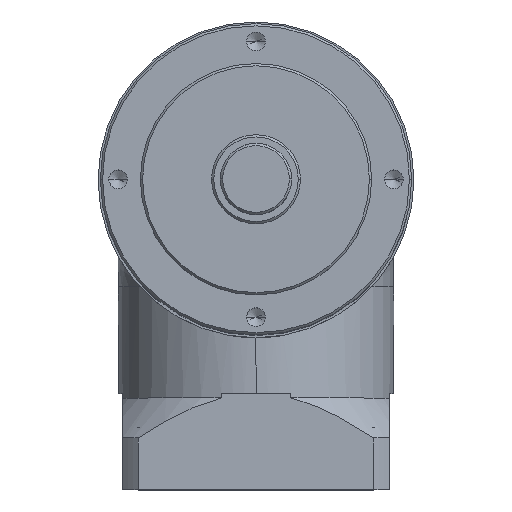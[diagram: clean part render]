
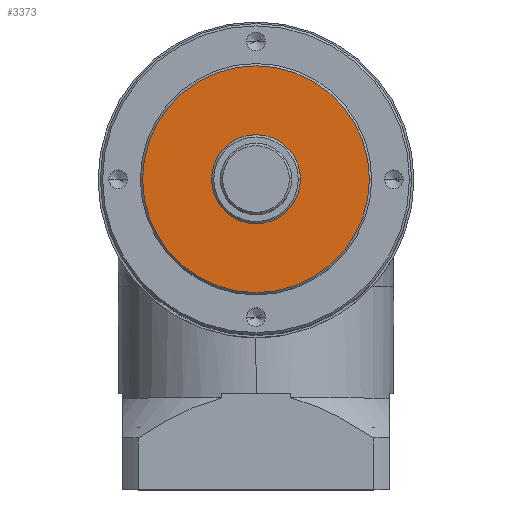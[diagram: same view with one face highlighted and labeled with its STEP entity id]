
A CAD part, top view. The second image highlights one B-rep face of the part: STEP entity #3373.
In plain terms, the highlighted planar face has unit normal (0, 0, 1).
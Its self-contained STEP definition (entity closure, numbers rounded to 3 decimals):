
#10 = AXIS2_PLACEMENT_3D ( 'NONE', #577, #542, #267 ) ;
#162 = VERTEX_POINT ( 'NONE', #3125 ) ;
#231 = ORIENTED_EDGE ( 'NONE', *, *, #1690, .T. ) ;
#252 = CARTESIAN_POINT ( 'NONE',  ( 0., 0., 85.8 ) ) ;
#267 = DIRECTION ( 'NONE',  ( 1., 0., 0. ) ) ;
#354 = AXIS2_PLACEMENT_3D ( 'NONE', #252, #2864, #2358 ) ;
#364 = AXIS2_PLACEMENT_3D ( 'NONE', #575, #560, #545 ) ;
#369 = DIRECTION ( 'NONE',  ( 0., 0., 1. ) ) ;
#398 = EDGE_LOOP ( 'NONE', ( #579, #546 ) ) ;
#440 = CIRCLE ( 'NONE', #364, 25.5 ) ;
#519 = EDGE_LOOP ( 'NONE', ( #231, #1389 ) ) ;
#542 = DIRECTION ( 'NONE',  ( 0., 0., 1. ) ) ;
#545 = DIRECTION ( 'NONE',  ( 1., 0., 0. ) ) ;
#546 = ORIENTED_EDGE ( 'NONE', *, *, #2418, .F. ) ;
#560 = DIRECTION ( 'NONE',  ( 0., 0., 1. ) ) ;
#575 = CARTESIAN_POINT ( 'NONE',  ( 0., 0., 85.8 ) ) ;
#577 = CARTESIAN_POINT ( 'NONE',  ( 0., 0., 85.8 ) ) ;
#579 = ORIENTED_EDGE ( 'NONE', *, *, #2672, .F. ) ;
#654 = CARTESIAN_POINT ( 'NONE',  ( 0., 0., 85.8 ) ) ;
#732 = VERTEX_POINT ( 'NONE', #2401 ) ;
#824 = FACE_BOUND ( 'NONE', #398, .T. ) ;
#839 = CARTESIAN_POINT ( 'NONE',  ( -10., 0., 85.8 ) ) ;
#926 = CIRCLE ( 'NONE', #10, 25.5 ) ;
#1270 = EDGE_CURVE ( 'NONE', #732, #162, #440, .T. ) ;
#1389 = ORIENTED_EDGE ( 'NONE', *, *, #1270, .T. ) ;
#1427 = CIRCLE ( 'NONE', #1899, 10. ) ;
#1486 = VERTEX_POINT ( 'NONE', #839 ) ;
#1690 = EDGE_CURVE ( 'NONE', #162, #732, #926, .T. ) ;
#1899 = AXIS2_PLACEMENT_3D ( 'NONE', #1918, #1944, #2117 ) ;
#1918 = CARTESIAN_POINT ( 'NONE',  ( 0., 0., 85.8 ) ) ;
#1944 = DIRECTION ( 'NONE',  ( 0., 0., 1. ) ) ;
#2117 = DIRECTION ( 'NONE',  ( 1., 0., 0. ) ) ;
#2299 = AXIS2_PLACEMENT_3D ( 'NONE', #654, #369, #2969 ) ;
#2358 = DIRECTION ( 'NONE',  ( 1., 0., 0. ) ) ;
#2401 = CARTESIAN_POINT ( 'NONE',  ( 25.5, 0., 85.8 ) ) ;
#2418 = EDGE_CURVE ( 'NONE', #2879, #1486, #2891, .T. ) ;
#2512 = CARTESIAN_POINT ( 'NONE',  ( 10., 0., 85.8 ) ) ;
#2672 = EDGE_CURVE ( 'NONE', #1486, #2879, #1427, .T. ) ;
#2714 = PLANE ( 'NONE',  #2299 ) ;
#2789 = FACE_OUTER_BOUND ( 'NONE', #519, .T. ) ;
#2864 = DIRECTION ( 'NONE',  ( 0., 0., 1. ) ) ;
#2879 = VERTEX_POINT ( 'NONE', #2512 ) ;
#2891 = CIRCLE ( 'NONE', #354, 10. ) ;
#2969 = DIRECTION ( 'NONE',  ( 1., 0., 0. ) ) ;
#3125 = CARTESIAN_POINT ( 'NONE',  ( -25.5, 0., 85.8 ) ) ;
#3373 = ADVANCED_FACE ( 'NONE', ( #2789, #824 ), #2714, .T. ) ;
